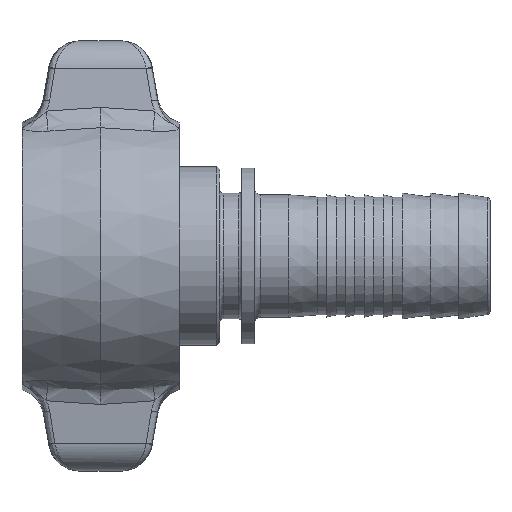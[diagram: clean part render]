
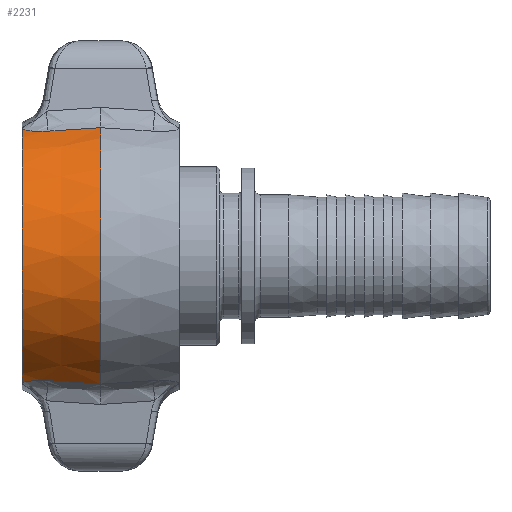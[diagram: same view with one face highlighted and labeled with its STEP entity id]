
A CAD part, top view. The second image highlights one B-rep face of the part: STEP entity #2231.
In plain terms, the highlighted conical face has half-angle 3.434 degrees and reference radius 43.25 mm.
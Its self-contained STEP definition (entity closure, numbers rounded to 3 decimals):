
#36=B_SPLINE_CURVE_WITH_KNOTS('',3,(#3331,#3332,#3333,#3334),
 .UNSPECIFIED.,.F.,.F.,(4,4),(0.,1.678),.UNSPECIFIED.);
#44=B_SPLINE_CURVE_WITH_KNOTS('',3,(#3545,#3546,#3547,#3548,#3549),
 .UNSPECIFIED.,.F.,.F.,(4,1,4),(-0.929,-0.777,0.),
 .UNSPECIFIED.);
#69=B_SPLINE_CURVE_WITH_KNOTS('',3,(#3949,#3950,#3951,#3952),
 .UNSPECIFIED.,.F.,.F.,(4,4),(2.969,4.647),
 .UNSPECIFIED.);
#79=B_SPLINE_CURVE_WITH_KNOTS('',3,(#4177,#4178,#4179,#4180,#4181,#4182),
 .UNSPECIFIED.,.F.,.F.,(4,1,1,4),(-1.359,-0.582,
-0.485,-0.429),.UNSPECIFIED.);
#274=FACE_OUTER_BOUND('',#410,.T.);
#410=EDGE_LOOP('',(#1497,#1498,#1499,#1500,#1501,#1502));
#620=CIRCLE('',#2376,42.5);
#643=CIRCLE('',#2408,44.);
#813=VERTEX_POINT('',#3265);
#814=VERTEX_POINT('',#3267);
#829=VERTEX_POINT('',#3328);
#830=VERTEX_POINT('',#3330);
#854=VERTEX_POINT('',#3947);
#855=VERTEX_POINT('',#3948);
#1040=EDGE_CURVE('',#813,#814,#620,.T.);
#1059=EDGE_CURVE('',#829,#830,#36,.T.);
#1068=EDGE_CURVE('',#814,#829,#44,.T.);
#1099=EDGE_CURVE('',#854,#855,#69,.T.);
#1111=EDGE_CURVE('',#855,#813,#79,.T.);
#1112=EDGE_CURVE('',#854,#830,#643,.T.);
#1497=ORIENTED_EDGE('',*,*,#1068,.F.);
#1498=ORIENTED_EDGE('',*,*,#1040,.F.);
#1499=ORIENTED_EDGE('',*,*,#1111,.F.);
#1500=ORIENTED_EDGE('',*,*,#1099,.F.);
#1501=ORIENTED_EDGE('',*,*,#1112,.T.);
#1502=ORIENTED_EDGE('',*,*,#1059,.F.);
#2047=CONICAL_SURFACE('',#2407,43.25,0.06);
#2231=ADVANCED_FACE('',(#274),#2047,.T.);
#2376=AXIS2_PLACEMENT_3D('',#3268,#2675,#2676);
#2407=AXIS2_PLACEMENT_3D('',#4183,#2741,#2742);
#2408=AXIS2_PLACEMENT_3D('',#4184,#2743,#2744);
#2675=DIRECTION('center_axis',(-1.,0.,0.));
#2676=DIRECTION('ref_axis',(0.,-1.,0.));
#2741=DIRECTION('center_axis',(1.,0.,0.));
#2742=DIRECTION('ref_axis',(0.,-1.,0.));
#2743=DIRECTION('center_axis',(-1.,0.,0.));
#2744=DIRECTION('ref_axis',(0.,-1.,0.));
#3265=CARTESIAN_POINT('',(-9.,-40.311,13.465));
#3267=CARTESIAN_POINT('',(-9.,40.311,13.465));
#3268=CARTESIAN_POINT('Origin',(-9.,0.,0.));
#3328=CARTESIAN_POINT('',(-0.744,39.713,16.476));
#3330=CARTESIAN_POINT('',(16.,40.823,16.416));
#3331=CARTESIAN_POINT('Ctrl Pts',(-0.744,39.713,16.476));
#3332=CARTESIAN_POINT('Ctrl Pts',(4.837,40.084,16.457));
#3333=CARTESIAN_POINT('Ctrl Pts',(10.419,40.454,16.437));
#3334=CARTESIAN_POINT('Ctrl Pts',(16.,40.823,16.416));
#3545=CARTESIAN_POINT('Ctrl Pts',(-9.,40.311,13.465));
#3546=CARTESIAN_POINT('Ctrl Pts',(-8.681,40.222,13.792));
#3547=CARTESIAN_POINT('Ctrl Pts',(-6.508,39.716,15.627));
#3548=CARTESIAN_POINT('Ctrl Pts',(-3.326,39.542,16.485));
#3549=CARTESIAN_POINT('Ctrl Pts',(-0.744,39.713,16.476));
#3947=CARTESIAN_POINT('',(16.,-40.823,16.416));
#3948=CARTESIAN_POINT('',(-0.744,-39.713,16.476));
#3949=CARTESIAN_POINT('Ctrl Pts',(16.,-40.823,16.416));
#3950=CARTESIAN_POINT('Ctrl Pts',(10.419,-40.454,16.437));
#3951=CARTESIAN_POINT('Ctrl Pts',(4.837,-40.084,16.457));
#3952=CARTESIAN_POINT('Ctrl Pts',(-0.744,-39.713,
16.476));
#4177=CARTESIAN_POINT('Ctrl Pts',(-0.744,-39.713,
16.476));
#4178=CARTESIAN_POINT('Ctrl Pts',(-3.326,-39.542,16.485));
#4179=CARTESIAN_POINT('Ctrl Pts',(-6.311,-39.702,15.687));
#4180=CARTESIAN_POINT('Ctrl Pts',(-8.553,-40.192,13.9));
#4181=CARTESIAN_POINT('Ctrl Pts',(-8.884,-40.279,13.584));
#4182=CARTESIAN_POINT('Ctrl Pts',(-9.,-40.311,13.465));
#4183=CARTESIAN_POINT('Origin',(3.5,0.,0.));
#4184=CARTESIAN_POINT('Origin',(16.,0.,0.));
